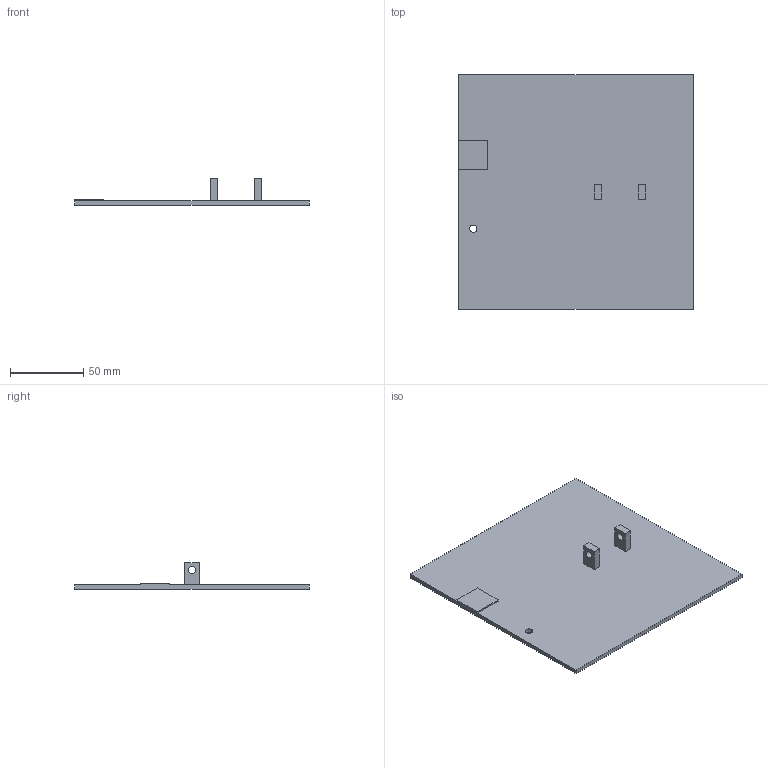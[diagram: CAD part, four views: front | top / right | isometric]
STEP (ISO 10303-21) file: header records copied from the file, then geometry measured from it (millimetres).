
FILE_DESCRIPTION(('STEP AP203'), '1');
FILE_NAME('Âûäâèæíîé ýëåìåíò', '', ('UNSPECIFIED'), ('UNSPECIFIED'), 'C3D Converter', 'C3D Toolkit', '');
FILE_SCHEMA(('CONFIG_CONTROL_DESIGN'));
Length unit declared in the file: millimetre
Bounding box: 160 x 160 x 18 mm (x, y, z)
Volume: 78385.8 mm3; surface area: 54233.5 mm2
Topology: 1 solids, 1 shells, 25 faces, 60 edges, 40 vertices
Faces by surface type: plane 21, cylinder 4
Full cylindrical faces by diameter (mm): 5 x4
Entity records: 949 total; most frequent: CARTESIAN_POINT 122, DIRECTION 116, ORIENTED_EDGE 112, EDGE_CURVE 56, LINE 48, VECTOR 48, VERTEX_POINT 40, EDGE_LOOP 38
